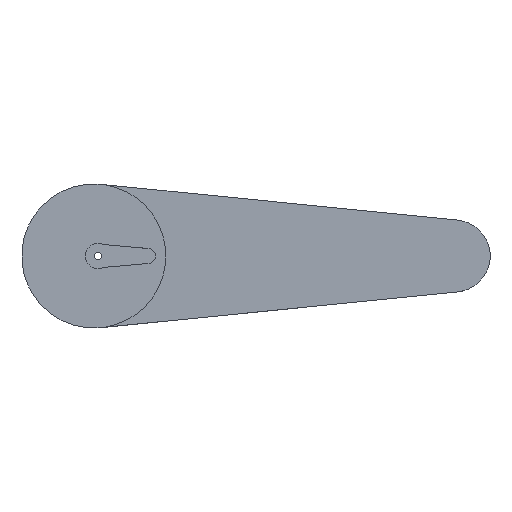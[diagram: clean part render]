
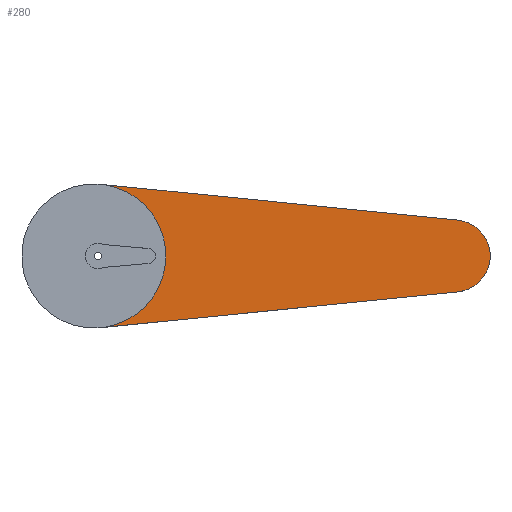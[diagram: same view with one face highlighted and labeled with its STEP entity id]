
A CAD part, top view. The second image highlights one B-rep face of the part: STEP entity #280.
In plain terms, the highlighted planar face has unit normal (0, 0, 1).
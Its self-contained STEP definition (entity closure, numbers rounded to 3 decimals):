
#26=FACE_OUTER_BOUND('',#43,.T.);
#43=EDGE_LOOP('',(#199,#200,#201,#202));
#63=LINE('',#444,#90);
#64=LINE('',#447,#91);
#90=VECTOR('',#358,10.);
#91=VECTOR('',#361,10.);
#117=CIRCLE('',#314,20.035);
#118=CIRCLE('',#316,10.05);
#132=VERTEX_POINT('',#437);
#133=VERTEX_POINT('',#439);
#134=VERTEX_POINT('',#443);
#135=VERTEX_POINT('',#445);
#158=EDGE_CURVE('',#132,#133,#117,.T.);
#160=EDGE_CURVE('',#134,#132,#63,.T.);
#161=EDGE_CURVE('',#135,#134,#118,.T.);
#162=EDGE_CURVE('',#133,#135,#64,.T.);
#199=ORIENTED_EDGE('',*,*,#160,.F.);
#200=ORIENTED_EDGE('',*,*,#161,.F.);
#201=ORIENTED_EDGE('',*,*,#162,.F.);
#202=ORIENTED_EDGE('',*,*,#158,.F.);
#269=PLANE('',#315);
#280=ADVANCED_FACE('',(#26),#269,.T.);
#314=AXIS2_PLACEMENT_3D('',#440,#353,#354);
#315=AXIS2_PLACEMENT_3D('',#442,#356,#357);
#316=AXIS2_PLACEMENT_3D('',#446,#359,#360);
#353=DIRECTION('center_axis',(0.,0.,1.));
#354=DIRECTION('ref_axis',(-1.,0.,0.));
#356=DIRECTION('center_axis',(0.,0.,1.));
#357=DIRECTION('ref_axis',(-1.,0.,0.));
#358=DIRECTION('',(-0.995,-0.1,0.));
#359=DIRECTION('center_axis',(0.,0.,-1.));
#360=DIRECTION('ref_axis',(0.1,0.995,0.));
#361=DIRECTION('',(0.995,-0.1,0.));
#437=CARTESIAN_POINT('',(-9.869,-14.837,1.));
#439=CARTESIAN_POINT('',(-9.869,24.837,1.));
#440=CARTESIAN_POINT('Origin',(-12.676,5.,1.));
#442=CARTESIAN_POINT('Origin',(43.84,5.,1.));
#443=CARTESIAN_POINT('',(88.5,-5.,1.));
#444=CARTESIAN_POINT('',(16.886,-12.161,1.));
#445=CARTESIAN_POINT('',(88.5,15.,1.));
#446=CARTESIAN_POINT('Origin',(87.5,5.,1.));
#447=CARTESIAN_POINT('',(66.886,17.161,1.));
